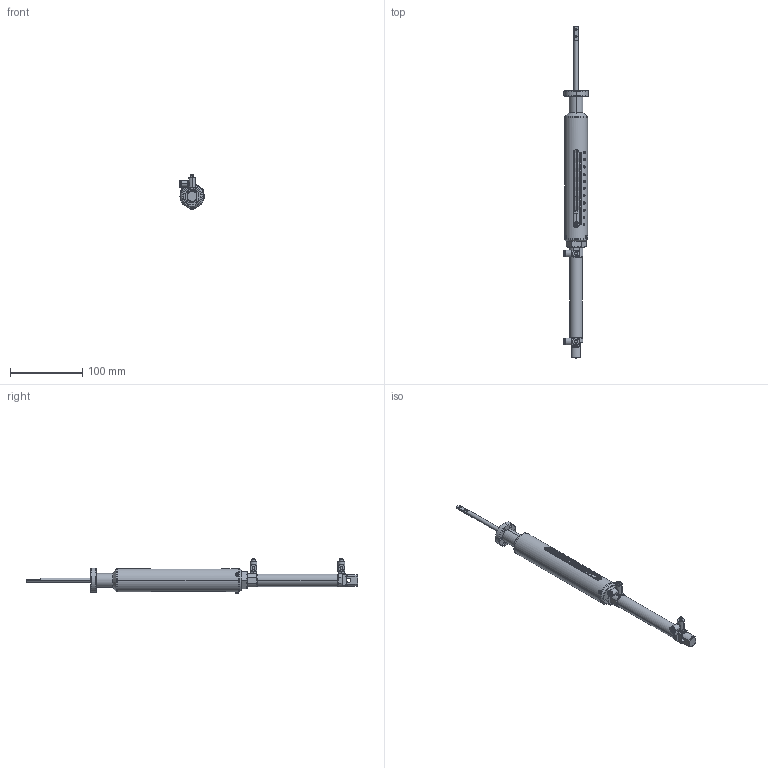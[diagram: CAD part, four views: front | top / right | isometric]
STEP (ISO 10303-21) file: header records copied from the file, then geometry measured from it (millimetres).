
FILE_DESCRIPTION (( 'STEP AP214' ), '1' );
FILE_NAME ('612-LD80-PM-C16-04.STEP', '2020-01-27T12:33:19', ( '' ), ( '' ), 'SwSTEP 2.0', 'SolidWorks 2017', '' );
FILE_SCHEMA (( 'AUTOMOTIVE_DESIGN' ));
Length unit declared in the file: millimetre
Products named in the file (20): 612-LD80-PM-C16-04; 9453-EWB-14-26_expand.; 9612-CLD-21-X_Expand-Varia100; 9612-LD-4D-X_9612-LD-9-100; Sechskantmutter ISO 4032_Hexagon Nut ISO 4032 - M6 - D - C; Washer DIN 125 - A 2.2_Washer DIN 125 - A 2.2; 9612-LD-PM-1A; 9612-CLD-17; 9453-EWB-14-26-X_9453-EWB-14-26-100; 612-PM-CYL16-X-STD_Varia80-standard; ISO 1207 - M2 x 5 --- 5C_ISO 1207 - M2 x 5 --- 5C; 9612-CLD-8B; Zylinderschraube mit Innensechskant DIN 912_DIN 912 M2.5 x 8 --- 8N; 906-XFM-X-X_906-XFM-06-10; 9612-LD-22; 9612-CLD-20B_DN16 CF; 9612-LD-13-X_Version 100 mm; Hexagon Thin Nut ISO 4035 - M16 - N_Hexagon Thin Nut ISO 4035 - M16 - N; 9612-PM-ANS-M5-REGEL; 9612-PM-CYL16-X-STD_Varia80
Assembly tree (185 placements, depth 4):
  612-LD80-PM-C16-04
    9612-CLD-21-X_Expand-Varia100
      9612-CLD-20B_DN16 CF
      9453-EWB-14-26-X_9453-EWB-14-26-100
        9453-EWB-14-26_expand.  x160
      9612-CLD-8B
    9612-LD-13-X_Version 100 mm
    9612-LD-4D-X_9612-LD-9-100
    9612-LD-22
    9612-LD-PM-1A
    906-XFM-X-X_906-XFM-06-10
    612-PM-CYL16-X-STD_Varia80-standard
      9612-PM-CYL16-X-STD_Varia80
      Hexagon Thin Nut ISO 4035 - M16 - N_Hexagon Thin Nut ISO 4035 - M16 - N
      Sechskantmutter ISO 4032_Hexagon Nut ISO 4032 - M6 - D - C
    9612-PM-ANS-M5-REGEL  x2
    Washer DIN 125 - A 2.2_Washer DIN 125 - A 2.2  x3
    ISO 1207 - M2 x 5 --- 5C_ISO 1207 - M2 x 5 --- 5C  x3
    9612-CLD-17  x2
    Zylinderschraube mit Innensechskant DIN 912_DIN 912 M2.5 x 8 --- 8N  x2
Bounding box: 34.2 x 460.7 x 47.37 mm (x, y, z)
Volume: 119162.5 mm3; surface area: 194773.7 mm2
Topology: 183 solids, 183 shells, 3371 faces, 7607 edges, 4597 vertices
Faces by surface type: cylinder 1142, plane 1077, cone 731, bspline 395, torus 26
Entity records: 126415 total; most frequent: CARTESIAN_POINT 80116, ORIENTED_EDGE 9596, DIRECTION 8354, EDGE_CURVE 4798, VERTEX_POINT 3158, AXIS2_PLACEMENT_3D 3112, EDGE_LOOP 2350, VECTOR 2130
